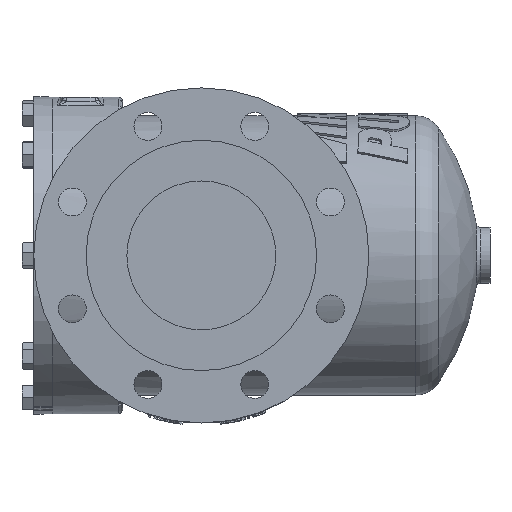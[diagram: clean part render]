
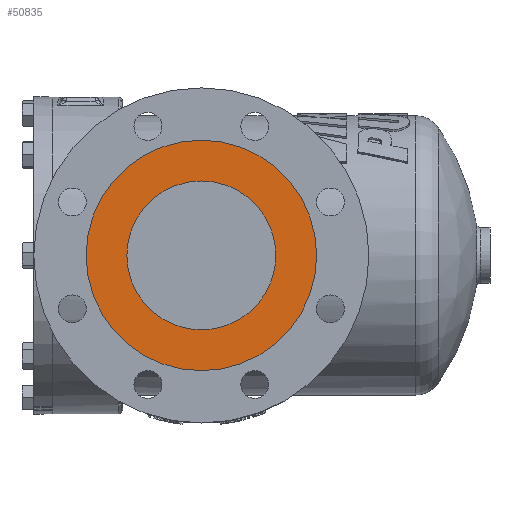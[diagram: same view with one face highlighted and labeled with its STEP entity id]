
A CAD part, left-side view. The second image highlights one B-rep face of the part: STEP entity #50835.
In plain terms, the highlighted planar face has unit normal (-1, 0, 0).
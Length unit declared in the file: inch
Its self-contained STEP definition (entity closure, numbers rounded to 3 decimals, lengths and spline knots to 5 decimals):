
#102 = EDGE_LOOP ( 'NONE', ( #300, #6308 ) ) ;
#300 = ORIENTED_EDGE ( 'NONE', *, *, #57294, .F. ) ;
#3682 = CIRCLE ( 'NONE', #72132, 3.095 ) ;
#5255 = CARTESIAN_POINT ( 'NONE',  ( -7.25, 0., 0. ) ) ;
#6308 = ORIENTED_EDGE ( 'NONE', *, *, #63548, .F. ) ;
#7130 = DIRECTION ( 'NONE',  ( 1., 0., 0. ) ) ;
#7964 = CARTESIAN_POINT ( 'NONE',  ( -7.25, 0., 0. ) ) ;
#8869 = CARTESIAN_POINT ( 'NONE',  ( -7.25, 0., 0. ) ) ;
#11703 = FACE_OUTER_BOUND ( 'NONE', #102, .T. ) ;
#11933 = DIRECTION ( 'NONE',  ( 0., 0., -1. ) ) ;
#13788 = ORIENTED_EDGE ( 'NONE', *, *, #42592, .F. ) ;
#14644 = DIRECTION ( 'NONE',  ( 0., 0., -1. ) ) ;
#15534 = DIRECTION ( 'NONE',  ( 0., 0., -1. ) ) ;
#16476 = CIRCLE ( 'NONE', #79171, 2. ) ;
#19852 = DIRECTION ( 'NONE',  ( 1., 0., 0. ) ) ;
#23578 = EDGE_CURVE ( 'NONE', #61964, #38367, #16476, .T. ) ;
#24244 = EDGE_LOOP ( 'NONE', ( #13788, #57184 ) ) ;
#26081 = CIRCLE ( 'NONE', #49052, 2. ) ;
#29447 = FACE_BOUND ( 'NONE', #24244, .T. ) ;
#33100 = AXIS2_PLACEMENT_3D ( 'NONE', #59779, #19852, #66521 ) ;
#38367 = VERTEX_POINT ( 'NONE', #72755 ) ;
#38586 = PLANE ( 'NONE',  #49480 ) ;
#42592 = EDGE_CURVE ( 'NONE', #38367, #61964, #26081, .T. ) ;
#45538 = CIRCLE ( 'NONE', #33100, 3.095 ) ;
#47070 = CARTESIAN_POINT ( 'NONE',  ( -7.25, 3.095, 0. ) ) ;
#49052 = AXIS2_PLACEMENT_3D ( 'NONE', #7964, #54608, #14644 ) ;
#49480 = AXIS2_PLACEMENT_3D ( 'NONE', #47070, #7130, #53764 ) ;
#50835 = ADVANCED_FACE ( 'NONE', ( #29447, #11703 ), #38586, .F. ) ;
#51850 = DIRECTION ( 'NONE',  ( 1., 0., 0. ) ) ;
#53764 = DIRECTION ( 'NONE',  ( 0., 0., -1. ) ) ;
#54608 = DIRECTION ( 'NONE',  ( -1., 0., 0. ) ) ;
#55515 = DIRECTION ( 'NONE',  ( -1., 0., 0. ) ) ;
#57184 = ORIENTED_EDGE ( 'NONE', *, *, #23578, .F. ) ;
#57294 = EDGE_CURVE ( 'NONE', #66869, #71061, #3682, .T. ) ;
#59779 = CARTESIAN_POINT ( 'NONE',  ( -7.25, 0., 0. ) ) ;
#61964 = VERTEX_POINT ( 'NONE', #69486 ) ;
#63548 = EDGE_CURVE ( 'NONE', #71061, #66869, #45538, .T. ) ;
#64713 = CARTESIAN_POINT ( 'NONE',  ( -7.25, 0., 3.095 ) ) ;
#66521 = DIRECTION ( 'NONE',  ( 0., 0., -1. ) ) ;
#66869 = VERTEX_POINT ( 'NONE', #84898 ) ;
#69486 = CARTESIAN_POINT ( 'NONE',  ( -7.25, 0., 2. ) ) ;
#71061 = VERTEX_POINT ( 'NONE', #64713 ) ;
#72132 = AXIS2_PLACEMENT_3D ( 'NONE', #5255, #51850, #11933 ) ;
#72755 = CARTESIAN_POINT ( 'NONE',  ( -7.25, 0., -2. ) ) ;
#79171 = AXIS2_PLACEMENT_3D ( 'NONE', #8869, #55515, #15534 ) ;
#84898 = CARTESIAN_POINT ( 'NONE',  ( -7.25, 0., -3.095 ) ) ;
